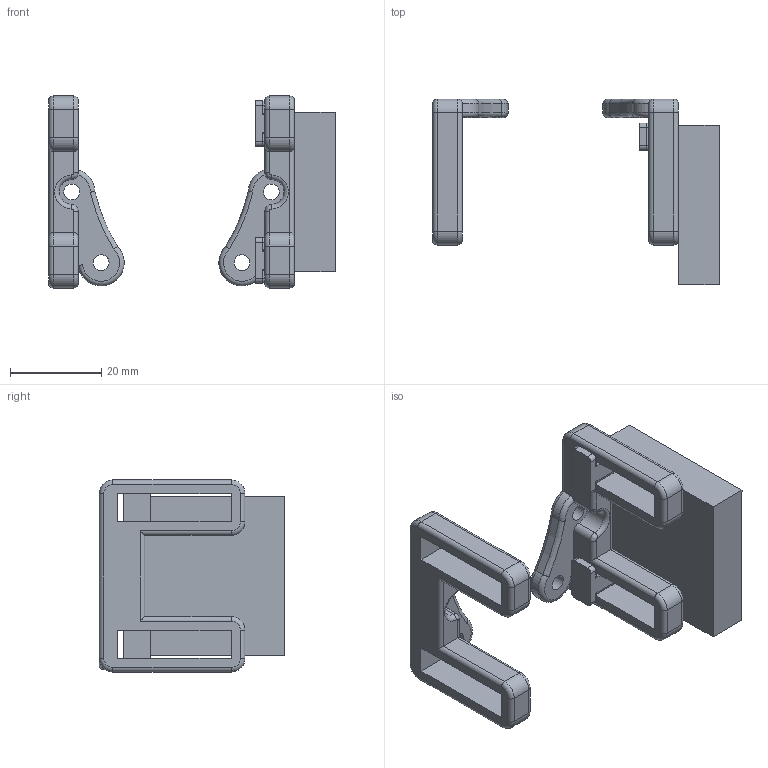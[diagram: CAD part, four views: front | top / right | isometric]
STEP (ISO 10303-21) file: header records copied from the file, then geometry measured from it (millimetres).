
FILE_DESCRIPTION(/* description */ (''),/* implementation_level */ '2;1');
FILE_NAME(/* name */ 'double_dice_mini_blower_fans.step',/* time_stamp */ '2018-02-14T12:25:27+01:00',/* author */ (''),/* organization */ (''),/* preprocessor_version */ 'ST-DEVELOPER v16.13',/* originating_system */ 'Autodesk Translation Framework v6.5.0.72',/* authorisation */ '');
FILE_SCHEMA (('AUTOMOTIVE_DESIGN { 1 0 10303 214 3 1 1 }'));
Length unit declared in the file: millimetre
Products named in the file (7): (Unsaved); SmallBlowerFanHolder; FanMockup; HolderNut; HolderNut2; HolderRight; HolderLeft
Assembly tree (6 placements, depth 3):
  (Unsaved)
    SmallBlowerFanHolder
      FanMockup
      HolderNut
      HolderNut2
      HolderRight
      HolderLeft
Bounding box: 63 x 40.77 x 42.2 mm (x, y, z)
Volume: 18216.8 mm3; surface area: 11981.3 mm2
Topology: 5 solids, 5 shells, 238 faces, 573 edges, 344 vertices
Faces by surface type: cylinder 107, plane 71, torus 54, bspline 6
Full cylindrical faces by diameter (mm): 3.1 x4, 3.5 x4, 3.8 x2, 30 x1
Entity records: 7336 total; most frequent: CARTESIAN_POINT 1456, DIRECTION 1301, ORIENTED_EDGE 1142, EDGE_CURVE 571, AXIS2_PLACEMENT_3D 511, VERTEX_POINT 344, LINE 279, VECTOR 279
